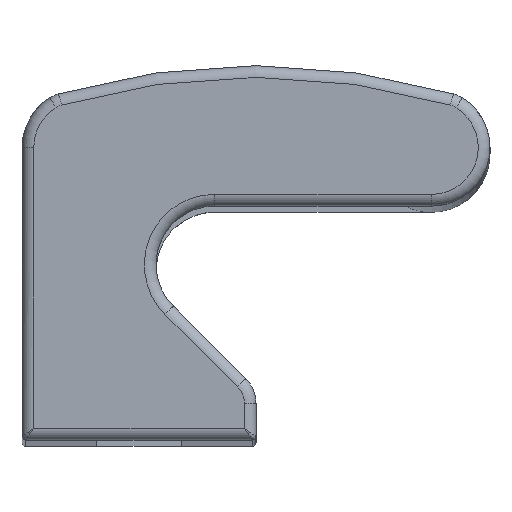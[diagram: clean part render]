
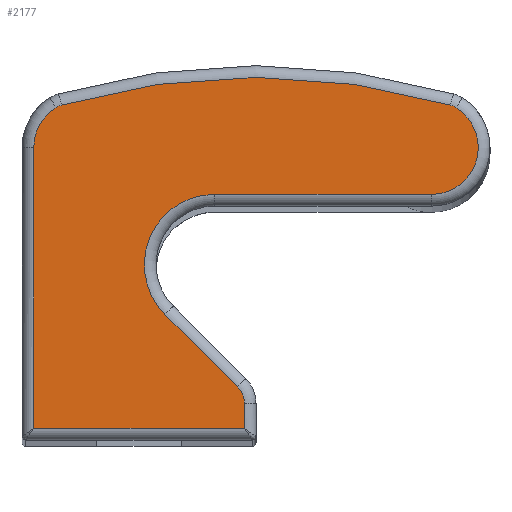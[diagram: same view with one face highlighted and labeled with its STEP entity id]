
A CAD part, top view. The second image highlights one B-rep face of the part: STEP entity #2177.
In plain terms, the highlighted planar face has unit normal (0, 0, 1).
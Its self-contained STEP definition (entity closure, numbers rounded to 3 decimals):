
#223 = VECTOR ( 'NONE', #461, 1000. ) ;
#225 = VECTOR ( 'NONE', #460, 1000. ) ;
#226 = LINE ( 'NONE', #468, #223 ) ;
#227 = VECTOR ( 'NONE', #3016, 1000. ) ;
#228 = LINE ( 'NONE', #3007, #225 ) ;
#229 = LINE ( 'NONE', #3017, #227 ) ;
#230 = CIRCLE ( 'NONE', #1314, 4. ) ;
#231 = CIRCLE ( 'NONE', #1315, 2. ) ;
#248 = CIRCLE ( 'NONE', #1316, 2. ) ;
#460 = DIRECTION ( 'NONE',  ( 1., 0., 0. ) ) ;
#461 = DIRECTION ( 'NONE',  ( 0., 1., 0. ) ) ;
#468 = CARTESIAN_POINT ( 'NONE',  ( -0.824, 2.29, 153. ) ) ;
#553 = ORIENTED_EDGE ( 'NONE', *, *, #2516, .T. ) ;
#564 = ORIENTED_EDGE ( 'NONE', *, *, #919, .T. ) ;
#574 = VERTEX_POINT ( 'NONE', #729 ) ;
#576 = VERTEX_POINT ( 'NONE', #727 ) ;
#583 = VERTEX_POINT ( 'NONE', #732 ) ;
#613 = VERTEX_POINT ( 'NONE', #717 ) ;
#615 = VERTEX_POINT ( 'NONE', #1082 ) ;
#638 = VERTEX_POINT ( 'NONE', #725 ) ;
#644 = VERTEX_POINT ( 'NONE', #756 ) ;
#660 = VERTEX_POINT ( 'NONE', #1068 ) ;
#669 = VERTEX_POINT ( 'NONE', #923 ) ;
#717 = CARTESIAN_POINT ( 'NONE',  ( -1.41, -12.64, 153. ) ) ;
#725 = CARTESIAN_POINT ( 'NONE',  ( -18.824, 7.805, 153. ) ) ;
#727 = CARTESIAN_POINT ( 'NONE',  ( -16.914, 11.215, 153. ) ) ;
#729 = CARTESIAN_POINT ( 'NONE',  ( -0.824, -16.195, 153. ) ) ;
#732 = CARTESIAN_POINT ( 'NONE',  ( -0.824, -14.054, 153. ) ) ;
#756 = CARTESIAN_POINT ( 'NONE',  ( -18.824, -16.195, 153. ) ) ;
#765 = CARTESIAN_POINT ( 'NONE',  ( 16.22, 9.51, 153. ) ) ;
#782 = DIRECTION ( 'NONE',  ( 0., -1., 0. ) ) ;
#786 = DIRECTION ( 'NONE',  ( 0., 0., 1. ) ) ;
#794 = CARTESIAN_POINT ( 'NONE',  ( 0.175, -45.434, 153. ) ) ;
#809 = DIRECTION ( 'NONE',  ( 0., 0., 1. ) ) ;
#810 = DIRECTION ( 'NONE',  ( 0., -1., 0. ) ) ;
#919 = EDGE_CURVE ( 'NONE', #1231, #1260, #1146, .T. ) ;
#923 = CARTESIAN_POINT ( 'NONE',  ( -16.43, 11.43, 153. ) ) ;
#926 = EDGE_CURVE ( 'NONE', #1260, #1296, #1126, .T. ) ;
#930 = EDGE_CURVE ( 'NONE', #1296, #669, #1132, .T. ) ;
#970 = DIRECTION ( 'NONE',  ( 0., 0., 1. ) ) ;
#1068 = CARTESIAN_POINT ( 'NONE',  ( -3.369, 3.805, 153. ) ) ;
#1071 = DIRECTION ( 'NONE',  ( 0., -1., 0. ) ) ;
#1072 = CARTESIAN_POINT ( 'NONE',  ( 15.174, 7.805, 153. ) ) ;
#1082 = CARTESIAN_POINT ( 'NONE',  ( -7.611, -6.438, 153. ) ) ;
#1126 = CIRCLE ( 'NONE', #1442, 2. ) ;
#1132 = CIRCLE ( 'NONE', #1439, 59.239 ) ;
#1146 = CIRCLE ( 'NONE', #1444, 4. ) ;
#1231 = VERTEX_POINT ( 'NONE', #1667 ) ;
#1260 = VERTEX_POINT ( 'NONE', #1609 ) ;
#1296 = VERTEX_POINT ( 'NONE', #1507 ) ;
#1314 = AXIS2_PLACEMENT_3D ( 'NONE', #3010, #3009, #3008 ) ;
#1315 = AXIS2_PLACEMENT_3D ( 'NONE', #3015, #3014, #3013 ) ;
#1316 = AXIS2_PLACEMENT_3D ( 'NONE', #3020, #3019, #3018 ) ;
#1392 = AXIS2_PLACEMENT_3D ( 'NONE', #1557, #1548, #1546 ) ;
#1439 = AXIS2_PLACEMENT_3D ( 'NONE', #794, #786, #782 ) ;
#1442 = AXIS2_PLACEMENT_3D ( 'NONE', #765, #809, #810 ) ;
#1444 = AXIS2_PLACEMENT_3D ( 'NONE', #1072, #970, #1071 ) ;
#1507 = CARTESIAN_POINT ( 'NONE',  ( 16.78, 11.43, 153. ) ) ;
#1546 = DIRECTION ( 'NONE',  ( 0., -1., 0. ) ) ;
#1548 = DIRECTION ( 'NONE',  ( 0., 0., -1. ) ) ;
#1556 = PLANE ( 'NONE',  #1392 ) ;
#1557 = CARTESIAN_POINT ( 'NONE',  ( 40.492, 2.29, 153. ) ) ;
#1609 = CARTESIAN_POINT ( 'NONE',  ( 17.265, 11.215, 153. ) ) ;
#1667 = CARTESIAN_POINT ( 'NONE',  ( 15.174, 3.805, 153. ) ) ;
#1882 = CIRCLE ( 'NONE', #2121, 6. ) ;
#1904 = VECTOR ( 'NONE', #3792, 1000. ) ;
#1912 = LINE ( 'NONE', #3684, #1904 ) ;
#2121 = AXIS2_PLACEMENT_3D ( 'NONE', #3741, #3740, #3739 ) ;
#2177 = ADVANCED_FACE ( 'NONE', ( #3492 ), #1556, .F. ) ;
#2298 = ORIENTED_EDGE ( 'NONE', *, *, #930, .T. ) ;
#2302 = ORIENTED_EDGE ( 'NONE', *, *, #2519, .T. ) ;
#2303 = ORIENTED_EDGE ( 'NONE', *, *, #2514, .T. ) ;
#2317 = ORIENTED_EDGE ( 'NONE', *, *, #2517, .T. ) ;
#2361 = ORIENTED_EDGE ( 'NONE', *, *, #926, .T. ) ;
#2367 = ORIENTED_EDGE ( 'NONE', *, *, #2518, .T. ) ;
#2368 = ORIENTED_EDGE ( 'NONE', *, *, #2515, .T. ) ;
#2389 = ORIENTED_EDGE ( 'NONE', *, *, #2652, .T. ) ;
#2443 = ORIENTED_EDGE ( 'NONE', *, *, #2668, .T. ) ;
#2468 = ORIENTED_EDGE ( 'NONE', *, *, #2704, .T. ) ;
#2514 = EDGE_CURVE ( 'NONE', #583, #613, #248, .T. ) ;
#2515 = EDGE_CURVE ( 'NONE', #669, #576, #231, .T. ) ;
#2516 = EDGE_CURVE ( 'NONE', #576, #638, #230, .T. ) ;
#2517 = EDGE_CURVE ( 'NONE', #638, #644, #229, .T. ) ;
#2518 = EDGE_CURVE ( 'NONE', #644, #574, #228, .T. ) ;
#2519 = EDGE_CURVE ( 'NONE', #574, #583, #226, .T. ) ;
#2652 = EDGE_CURVE ( 'NONE', #660, #1231, #1912, .T. ) ;
#2668 = EDGE_CURVE ( 'NONE', #615, #660, #1882, .T. ) ;
#2704 = EDGE_CURVE ( 'NONE', #613, #615, #3627, .T. ) ;
#2967 = EDGE_LOOP ( 'NONE', ( #2303, #2468, #2443, #2389, #564, #2361, #2298, #2368, #553, #2317, #2367, #2302 ) ) ;
#3007 = CARTESIAN_POINT ( 'NONE',  ( 40.492, -16.195, 153. ) ) ;
#3008 = DIRECTION ( 'NONE',  ( 0., -1., 0. ) ) ;
#3009 = DIRECTION ( 'NONE',  ( 0., 0., 1. ) ) ;
#3010 = CARTESIAN_POINT ( 'NONE',  ( -14.824, 7.805, 153. ) ) ;
#3013 = DIRECTION ( 'NONE',  ( 0., -1., 0. ) ) ;
#3014 = DIRECTION ( 'NONE',  ( 0., 0., 1. ) ) ;
#3015 = CARTESIAN_POINT ( 'NONE',  ( -15.869, 9.51, 153. ) ) ;
#3016 = DIRECTION ( 'NONE',  ( 0., -1., 0. ) ) ;
#3017 = CARTESIAN_POINT ( 'NONE',  ( -18.824, 2.29, 153. ) ) ;
#3018 = DIRECTION ( 'NONE',  ( 0., -1., 0. ) ) ;
#3019 = DIRECTION ( 'NONE',  ( 0., 0., 1. ) ) ;
#3020 = CARTESIAN_POINT ( 'NONE',  ( -2.824, -14.054, 153. ) ) ;
#3492 = FACE_OUTER_BOUND ( 'NONE', #2967, .T. ) ;
#3531 = DIRECTION ( 'NONE',  ( -0.707, 0.707, 0. ) ) ;
#3540 = CARTESIAN_POINT ( 'NONE',  ( 12.077, -26.126, 153. ) ) ;
#3625 = VECTOR ( 'NONE', #3531, 1000. ) ;
#3627 = LINE ( 'NONE', #3540, #3625 ) ;
#3684 = CARTESIAN_POINT ( 'NONE',  ( 40.492, 3.805, 153. ) ) ;
#3739 = DIRECTION ( 'NONE',  ( 0., -1., 0. ) ) ;
#3740 = DIRECTION ( 'NONE',  ( 0., 0., -1. ) ) ;
#3741 = CARTESIAN_POINT ( 'NONE',  ( -3.369, -2.195, 153. ) ) ;
#3792 = DIRECTION ( 'NONE',  ( 1., 0., 0. ) ) ;
